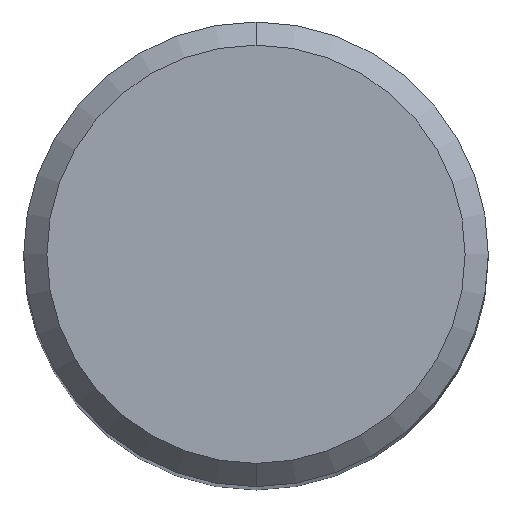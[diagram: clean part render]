
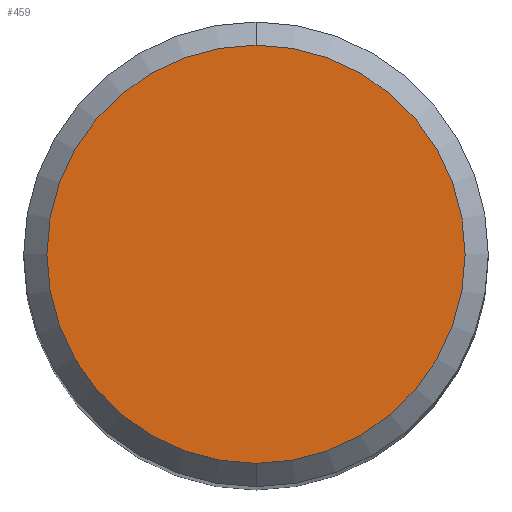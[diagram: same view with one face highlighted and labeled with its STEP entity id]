
A CAD part, top view. The second image highlights one B-rep face of the part: STEP entity #459.
In plain terms, the highlighted planar face has unit normal (0, 0, 1).
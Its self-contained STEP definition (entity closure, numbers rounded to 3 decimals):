
#275=VERTEX_POINT('',#591);
#357=EDGE_CURVE('',#417,#275,#683,.T.);
#417=VERTEX_POINT('',#749);
#443=EDGE_CURVE('',#275,#417,#778,.T.);
#459=ADVANCED_FACE('',(#795),#796,.T.);
#591=CARTESIAN_POINT('',(0.0,7.2,0.0));
#683=CIRCLE('',#1316,7.2);
#749=CARTESIAN_POINT('',(0.,-7.2,0.0));
#778=CIRCLE('',#1478,7.2);
#795=FACE_OUTER_BOUND('',#1502,.T.);
#796=PLANE('',#1503);
#1316=AXIS2_PLACEMENT_3D('',#1740,#1741,#1742);
#1478=AXIS2_PLACEMENT_3D('',#1846,#1847,#1848);
#1502=EDGE_LOOP('',(#1864,#1865));
#1503=AXIS2_PLACEMENT_3D('',#1866,#1867,#1868);
#1740=CARTESIAN_POINT('',(0.0,0.0,0.0));
#1741=DIRECTION('',(0.0,0.0,-1.0));
#1742=DIRECTION('',(0.0,1.0,0.0));
#1846=CARTESIAN_POINT('',(0.0,0.0,0.0));
#1847=DIRECTION('',(0.0,0.0,-1.0));
#1848=DIRECTION('',(0.0,1.0,0.0));
#1864=ORIENTED_EDGE('',*,*,#443,.F.);
#1865=ORIENTED_EDGE('',*,*,#357,.F.);
#1866=CARTESIAN_POINT('',(0.0,3.6,0.0));
#1867=DIRECTION('',(-0.0,0.0,1.0));
#1868=DIRECTION('',(0.0,-1.0,0.0));
